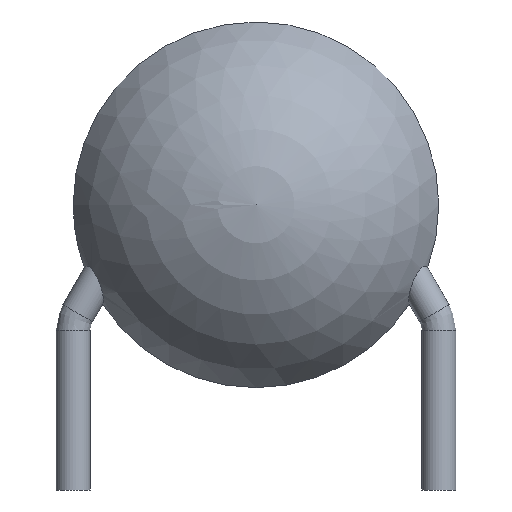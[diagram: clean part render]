
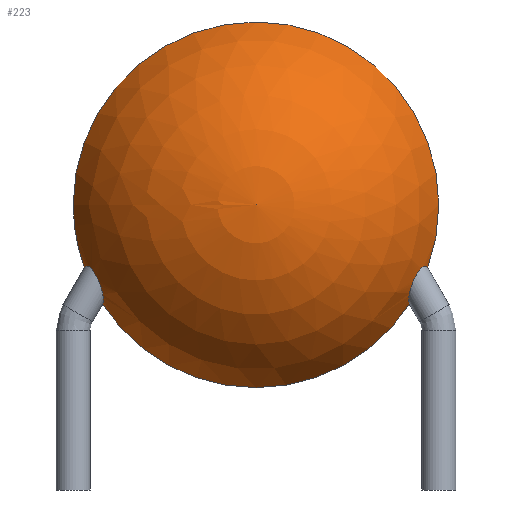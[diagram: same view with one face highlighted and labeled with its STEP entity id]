
A CAD part, front view. The second image highlights one B-rep face of the part: STEP entity #223.
In plain terms, the highlighted spherical face has radius 4.062 mm.
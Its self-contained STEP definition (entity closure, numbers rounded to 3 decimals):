
#106 = VERTEX_POINT('',#107);
#107 = CARTESIAN_POINT('',(-3.247,-0.35,2.333));
#113 = EDGE_CURVE('',#106,#114,#116,.T.);
#114 = VERTEX_POINT('',#115);
#115 = CARTESIAN_POINT('',(-3.146,0.,
1.809));
#116 = B_SPLINE_CURVE_WITH_KNOTS('',8,(#117,#118,#119,#120,#121,#122,
#123,#124,#125,#126,#127,#128,#129,#130,#131,#132),.UNSPECIFIED.,.F.
,.F.,(9,7,9),(0.,0.522,1.),.UNSPECIFIED.);
#117 = CARTESIAN_POINT('',(-3.247,-0.35,2.333));
#118 = CARTESIAN_POINT('',(-3.23,-0.35,
2.297));
#119 = CARTESIAN_POINT('',(-3.214,-0.347,
2.26));
#120 = CARTESIAN_POINT('',(-3.199,-0.34,
2.221));
#121 = CARTESIAN_POINT('',(-3.185,-0.329,
2.182));
#122 = CARTESIAN_POINT('',(-3.173,-0.315,2.142
));
#123 = CARTESIAN_POINT('',(-3.161,-0.298,
2.103));
#124 = CARTESIAN_POINT('',(-3.152,-0.277,
2.064));
#125 = CARTESIAN_POINT('',(-3.137,-0.229,
1.991));
#126 = CARTESIAN_POINT('',(-3.131,-0.203,
1.956));
#127 = CARTESIAN_POINT('',(-3.128,-0.174,
1.924));
#128 = CARTESIAN_POINT('',(-3.127,-0.142,
1.893));
#129 = CARTESIAN_POINT('',(-3.128,-0.108,
1.866));
#130 = CARTESIAN_POINT('',(-3.131,-0.072,
1.843));
#131 = CARTESIAN_POINT('',(-3.137,-0.036,
1.823));
#132 = CARTESIAN_POINT('',(-3.146,0.,
1.809));
#135 = VERTEX_POINT('',#136);
#136 = CARTESIAN_POINT('',(-3.521,0.,
2.559));
#183 = EDGE_CURVE('',#135,#106,#184,.T.);
#184 = B_SPLINE_CURVE_WITH_KNOTS('',7,(#185,#186,#187,#188,#189,#190,
#191,#192,#193,#194,#195,#196,#197,#198,#199,#200,#201,#202,#203,
#204,#205,#206,#207,#208,#209,#210,#211,#212,#213,#214,#215,#216),
.UNSPECIFIED.,.F.,.F.,(8,6,6,6,6,8),(0.,0.255,0.441,
0.565,0.771,1.),.UNSPECIFIED.);
#185 = CARTESIAN_POINT('',(-3.521,0.,
2.559));
#186 = CARTESIAN_POINT('',(-3.517,-0.016,
2.567));
#187 = CARTESIAN_POINT('',(-3.512,-0.032,
2.573));
#188 = CARTESIAN_POINT('',(-3.506,-0.049,
2.58));
#189 = CARTESIAN_POINT('',(-3.5,-0.066,
2.585));
#190 = CARTESIAN_POINT('',(-3.493,-0.085,
2.589));
#191 = CARTESIAN_POINT('',(-3.485,-0.104,
2.592));
#192 = CARTESIAN_POINT('',(-3.468,-0.139,2.593
));
#193 = CARTESIAN_POINT('',(-3.461,-0.154,
2.593));
#194 = CARTESIAN_POINT('',(-3.453,-0.168,
2.592));
#195 = CARTESIAN_POINT('',(-3.445,-0.182,
2.589));
#196 = CARTESIAN_POINT('',(-3.437,-0.196,
2.586));
#197 = CARTESIAN_POINT('',(-3.429,-0.209,2.581
));
#198 = CARTESIAN_POINT('',(-3.414,-0.23,2.572
));
#199 = CARTESIAN_POINT('',(-3.408,-0.239,
2.568));
#200 = CARTESIAN_POINT('',(-3.402,-0.247,
2.563));
#201 = CARTESIAN_POINT('',(-3.396,-0.254,
2.558));
#202 = CARTESIAN_POINT('',(-3.39,-0.261,
2.552));
#203 = CARTESIAN_POINT('',(-3.384,-0.268,
2.546));
#204 = CARTESIAN_POINT('',(-3.368,-0.286,
2.529));
#205 = CARTESIAN_POINT('',(-3.358,-0.296,
2.518));
#206 = CARTESIAN_POINT('',(-3.348,-0.305,
2.505));
#207 = CARTESIAN_POINT('',(-3.338,-0.313,
2.492));
#208 = CARTESIAN_POINT('',(-3.328,-0.32,2.478
));
#209 = CARTESIAN_POINT('',(-3.319,-0.326,
2.464));
#210 = CARTESIAN_POINT('',(-3.299,-0.337,
2.433));
#211 = CARTESIAN_POINT('',(-3.29,-0.342,
2.416));
#212 = CARTESIAN_POINT('',(-3.28,-0.345,2.399
));
#213 = CARTESIAN_POINT('',(-3.272,-0.348,
2.383));
#214 = CARTESIAN_POINT('',(-3.263,-0.349,
2.366));
#215 = CARTESIAN_POINT('',(-3.255,-0.35,
2.35));
#216 = CARTESIAN_POINT('',(-3.247,-0.35,2.333));
#223 = ADVANCED_FACE('',(#224),#312,.T.);
#224 = FACE_BOUND('',#225,.T.);
#225 = EDGE_LOOP('',(#226,#237,#244,#245,#246,#255,#304,#311));
#226 = ORIENTED_EDGE('',*,*,#227,.F.);
#227 = EDGE_CURVE('',#228,#230,#232,.T.);
#228 = VERTEX_POINT('',#229);
#229 = CARTESIAN_POINT('',(-3.75,0.,3.85));
#230 = VERTEX_POINT('',#231);
#231 = CARTESIAN_POINT('',(0.,-2.5,3.85));
#232 = CIRCLE('',#233,4.063);
#233 = AXIS2_PLACEMENT_3D('',#234,#235,#236);
#234 = CARTESIAN_POINT('',(0.,1.563,3.85));
#235 = DIRECTION('',(0.,0.,1.));
#236 = DIRECTION('',(-0.923,-0.385,0.));
#237 = ORIENTED_EDGE('',*,*,#238,.T.);
#238 = EDGE_CURVE('',#228,#135,#239,.T.);
#239 = CIRCLE('',#240,3.75);
#240 = AXIS2_PLACEMENT_3D('',#241,#242,#243);
#241 = CARTESIAN_POINT('',(0.,0.,3.85));
#242 = DIRECTION('',(0.,-1.,0.));
#243 = DIRECTION('',(-1.,0.,0.));
#244 = ORIENTED_EDGE('',*,*,#183,.T.);
#245 = ORIENTED_EDGE('',*,*,#113,.T.);
#246 = ORIENTED_EDGE('',*,*,#247,.T.);
#247 = EDGE_CURVE('',#114,#248,#250,.T.);
#248 = VERTEX_POINT('',#249);
#249 = CARTESIAN_POINT('',(3.146,0.,
1.809));
#250 = CIRCLE('',#251,3.75);
#251 = AXIS2_PLACEMENT_3D('',#252,#253,#254);
#252 = CARTESIAN_POINT('',(0.,0.,3.85));
#253 = DIRECTION('',(0.,-1.,0.));
#254 = DIRECTION('',(-1.,0.,0.));
#255 = ORIENTED_EDGE('',*,*,#256,.T.);
#256 = EDGE_CURVE('',#248,#257,#259,.T.);
#257 = VERTEX_POINT('',#258);
#258 = CARTESIAN_POINT('',(3.521,0.,
2.559));
#259 = B_SPLINE_CURVE_WITH_KNOTS('',8,(#260,#261,#262,#263,#264,#265,
#266,#267,#268,#269,#270,#271,#272,#273,#274,#275,#276,#277,#278,
#279,#280,#281,#282,#283,#284,#285,#286,#287,#288,#289,#290,#291,
#292,#293,#294,#295,#296,#297,#298,#299,#300,#301,#302,#303),
.UNSPECIFIED.,.F.,.F.,(9,7,7,7,7,7,9),(0.,0.183,
0.358,0.495,0.631,0.793,1.),
.UNSPECIFIED.);
#260 = CARTESIAN_POINT('',(3.146,0.,
1.809));
#261 = CARTESIAN_POINT('',(3.141,-0.022,
1.818));
#262 = CARTESIAN_POINT('',(3.137,-0.043,
1.828));
#263 = CARTESIAN_POINT('',(3.133,-0.064,
1.84));
#264 = CARTESIAN_POINT('',(3.131,-0.084,
1.852));
#265 = CARTESIAN_POINT('',(3.129,-0.105,1.867
));
#266 = CARTESIAN_POINT('',(3.129,-0.124,1.882
));
#267 = CARTESIAN_POINT('',(3.129,-0.143,1.899)
);
#268 = CARTESIAN_POINT('',(3.13,-0.18,1.934
));
#269 = CARTESIAN_POINT('',(3.132,-0.198,1.953)
);
#270 = CARTESIAN_POINT('',(3.134,-0.214,1.973
));
#271 = CARTESIAN_POINT('',(3.137,-0.231,1.994)
);
#272 = CARTESIAN_POINT('',(3.141,-0.246,2.016
));
#273 = CARTESIAN_POINT('',(3.146,-0.261,2.039
));
#274 = CARTESIAN_POINT('',(3.152,-0.275,2.064
));
#275 = CARTESIAN_POINT('',(3.164,-0.299,2.11
));
#276 = CARTESIAN_POINT('',(3.17,-0.308,2.131
));
#277 = CARTESIAN_POINT('',(3.177,-0.317,2.153
));
#278 = CARTESIAN_POINT('',(3.184,-0.325,2.176
));
#279 = CARTESIAN_POINT('',(3.192,-0.332,2.199)
);
#280 = CARTESIAN_POINT('',(3.201,-0.338,2.223
));
#281 = CARTESIAN_POINT('',(3.211,-0.343,2.248
));
#282 = CARTESIAN_POINT('',(3.231,-0.349,2.298
));
#283 = CARTESIAN_POINT('',(3.242,-0.351,2.323
));
#284 = CARTESIAN_POINT('',(3.254,-0.351,2.348
));
#285 = CARTESIAN_POINT('',(3.266,-0.35,2.373
));
#286 = CARTESIAN_POINT('',(3.279,-0.347,2.398
));
#287 = CARTESIAN_POINT('',(3.292,-0.342,2.421));
#288 = CARTESIAN_POINT('',(3.305,-0.335,2.442)
);
#289 = CARTESIAN_POINT('',(3.334,-0.317,2.487
));
#290 = CARTESIAN_POINT('',(3.35,-0.305,2.508)
);
#291 = CARTESIAN_POINT('',(3.365,-0.291,2.528
));
#292 = CARTESIAN_POINT('',(3.38,-0.275,2.544
));
#293 = CARTESIAN_POINT('',(3.395,-0.257,2.558
));
#294 = CARTESIAN_POINT('',(3.409,-0.239,2.569
));
#295 = CARTESIAN_POINT('',(3.422,-0.219,2.578
));
#296 = CARTESIAN_POINT('',(3.451,-0.174,2.592
));
#297 = CARTESIAN_POINT('',(3.465,-0.148,2.595
));
#298 = CARTESIAN_POINT('',(3.477,-0.123,2.595
));
#299 = CARTESIAN_POINT('',(3.488,-0.097,
2.593));
#300 = CARTESIAN_POINT('',(3.498,-0.073,
2.587));
#301 = CARTESIAN_POINT('',(3.507,-0.048,
2.58));
#302 = CARTESIAN_POINT('',(3.514,-0.024,
2.571));
#303 = CARTESIAN_POINT('',(3.521,0.,
2.559));
#304 = ORIENTED_EDGE('',*,*,#305,.T.);
#305 = EDGE_CURVE('',#257,#228,#306,.T.);
#306 = CIRCLE('',#307,3.75);
#307 = AXIS2_PLACEMENT_3D('',#308,#309,#310);
#308 = CARTESIAN_POINT('',(0.,0.,3.85));
#309 = DIRECTION('',(0.,-1.,0.));
#310 = DIRECTION('',(-1.,0.,0.));
#311 = ORIENTED_EDGE('',*,*,#227,.T.);
#312 = SPHERICAL_SURFACE('',#313,4.063);
#313 = AXIS2_PLACEMENT_3D('',#314,#315,#316);
#314 = CARTESIAN_POINT('',(0.,1.563,3.85));
#315 = DIRECTION('',(0.,-1.,0.));
#316 = DIRECTION('',(-1.,0.,0.));
